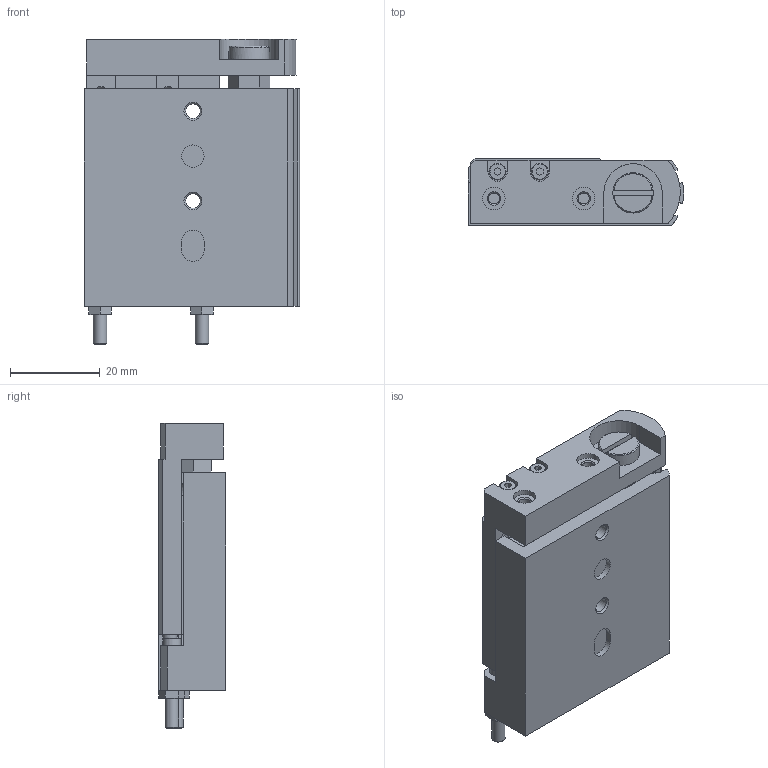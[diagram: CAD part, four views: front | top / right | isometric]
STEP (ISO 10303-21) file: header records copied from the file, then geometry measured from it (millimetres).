
FILE_DESCRIPTION(/* description */ ('STEP AP214'),/* implementation_level */ '2;1');
FILE_NAME(/* name */ '170506_SLF-10-10-P-A',/* time_stamp */ '2024-09-15T06:37:33+02:00',/* author */ ('License CC BY-ND 4.0'),/* organization */ ('CADENAS'),/* preprocessor_version */ 'ST-DEVELOPER v19.3',/* originating_system */ 'PARTsolutions',/* authorisation */ ' ');
FILE_SCHEMA (('AUTOMOTIVE_DESIGN {1 0 10303 214 3 1 1}'));
Length unit declared in the file: millimetre
Products named in the file (3): 170506 SLF-10-10-P-A---(0); 170506 SLF-10-10-P-A_z; 170506 SLF-10-10-P-A_k
Assembly tree (2 placements, depth 2):
  170506 SLF-10-10-P-A---(0)
    170506 SLF-10-10-P-A_z
    170506 SLF-10-10-P-A_k
Bounding box: 47.98 x 15 x 68 mm (x, y, z)
Volume: 32550.1 mm3; surface area: 18347.7 mm2
Topology: 2 solids, 4 shells, 305 faces, 756 edges, 480 vertices
Faces by surface type: plane 170, cone 66, cylinder 65, torus 4
Full cylindrical faces by diameter (mm): 2.459 x6, 3 x2, 3.242 x2, 3.8 x2, 3.9 x4, 4 x4, 4.134 x2, 5 x4, 6 x4, 9 x1, 10 x2
Entity records: 8731 total; most frequent: CARTESIAN_POINT 1693, DIRECTION 1424, ORIENTED_EDGE 1356, EDGE_CURVE 678, AXIS2_PLACEMENT_3D 515, VERTEX_POINT 469, FACE_BOUND 417, EDGE_LOOP 415
